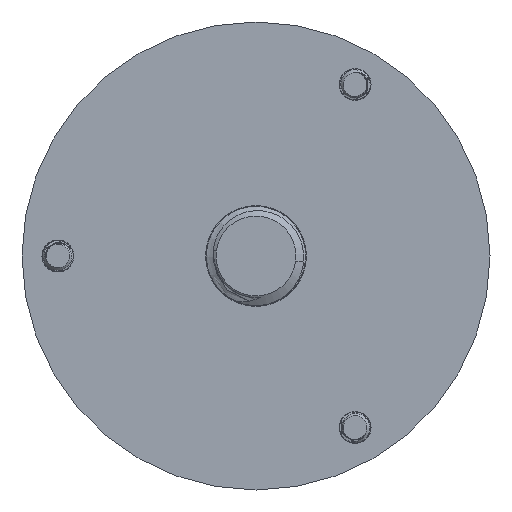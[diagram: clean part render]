
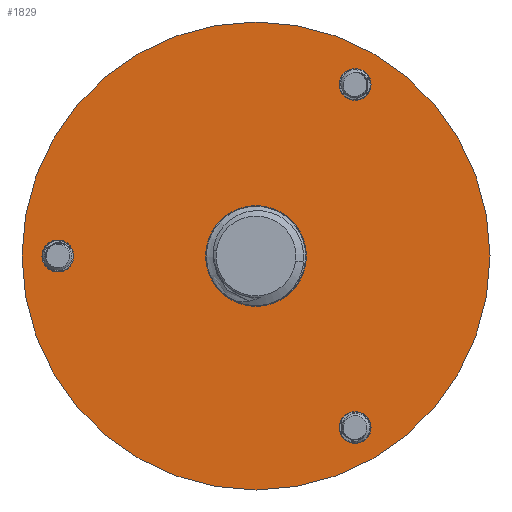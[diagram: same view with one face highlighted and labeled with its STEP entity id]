
A CAD part, front view. The second image highlights one B-rep face of the part: STEP entity #1829.
In plain terms, the highlighted planar face has unit normal (0, -1, 0).
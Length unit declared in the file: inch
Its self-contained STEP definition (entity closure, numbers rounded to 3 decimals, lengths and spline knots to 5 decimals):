
#28 = EDGE_CURVE ( 'NONE', #5250, #5039, #1472, .T. ) ;
#256 = CARTESIAN_POINT ( 'NONE',  ( -1.2575, 0., 0.1015 ) ) ;
#281 = CIRCLE ( 'NONE', #5937, 0.1015 ) ;
#354 = AXIS2_PLACEMENT_3D ( 'NONE', #6320, #15055, #7572 ) ;
#400 = DIRECTION ( 'NONE',  ( 0., 1., 0. ) ) ;
#474 = EDGE_CURVE ( 'NONE', #6035, #14038, #11920, .T. ) ;
#730 = CARTESIAN_POINT ( 'NONE',  ( 0., 0., 0.32 ) ) ;
#785 = DIRECTION ( 'NONE',  ( 0., 0., 1. ) ) ;
#1325 = CARTESIAN_POINT ( 'NONE',  ( 0., 0., 0. ) ) ;
#1425 = CARTESIAN_POINT ( 'NONE',  ( -1.2575, 0., -0.1015 ) ) ;
#1472 = CIRCLE ( 'NONE', #5469, 0.1015 ) ;
#1772 = DIRECTION ( 'NONE',  ( 0., 0., 1. ) ) ;
#1829 = ADVANCED_FACE ( 'NONE', ( #9369, #3956, #3188, #6447, #6040 ), #13984, .F. ) ;
#2308 = VERTEX_POINT ( 'NONE', #10075 ) ;
#2570 = DIRECTION ( 'NONE',  ( 0., 0., 1. ) ) ;
#2766 = EDGE_CURVE ( 'NONE', #13018, #14933, #12478, .T. ) ;
#3188 = FACE_BOUND ( 'NONE', #7983, .T. ) ;
#3511 = VERTEX_POINT ( 'NONE', #7439 ) ;
#3649 = CARTESIAN_POINT ( 'NONE',  ( 0., 0., 1.4855 ) ) ;
#3802 = ORIENTED_EDGE ( 'NONE', *, *, #15552, .T. ) ;
#3834 = EDGE_LOOP ( 'NONE', ( #11429, #7131 ) ) ;
#3956 = FACE_BOUND ( 'NONE', #12339, .T. ) ;
#4322 = CARTESIAN_POINT ( 'NONE',  ( 0.62875, 0., -1.08903 ) ) ;
#4623 = DIRECTION ( 'NONE',  ( 0., 0., 1. ) ) ;
#4639 = DIRECTION ( 'NONE',  ( 0., 1., 0. ) ) ;
#5039 = VERTEX_POINT ( 'NONE', #1425 ) ;
#5126 = DIRECTION ( 'NONE',  ( 0., 1., 0. ) ) ;
#5250 = VERTEX_POINT ( 'NONE', #256 ) ;
#5469 = AXIS2_PLACEMENT_3D ( 'NONE', #8801, #8596, #8637 ) ;
#5544 = DIRECTION ( 'NONE',  ( 0., 0., 1. ) ) ;
#5736 = EDGE_CURVE ( 'NONE', #10706, #3511, #10359, .T. ) ;
#5894 = ORIENTED_EDGE ( 'NONE', *, *, #15939, .T. ) ;
#5937 = AXIS2_PLACEMENT_3D ( 'NONE', #12060, #4639, #13321 ) ;
#6035 = VERTEX_POINT ( 'NONE', #8120 ) ;
#6040 = FACE_OUTER_BOUND ( 'NONE', #7287, .T. ) ;
#6320 = CARTESIAN_POINT ( 'NONE',  ( 0., 0., 0. ) ) ;
#6447 = FACE_BOUND ( 'NONE', #3834, .T. ) ;
#6509 = AXIS2_PLACEMENT_3D ( 'NONE', #14557, #11413, #1772 ) ;
#6582 = EDGE_CURVE ( 'NONE', #14038, #6035, #12291, .T. ) ;
#6642 = CARTESIAN_POINT ( 'NONE',  ( 0.62875, 0., -1.08903 ) ) ;
#6778 = ORIENTED_EDGE ( 'NONE', *, *, #5736, .F. ) ;
#6980 = AXIS2_PLACEMENT_3D ( 'NONE', #7805, #400, #9070 ) ;
#7131 = ORIENTED_EDGE ( 'NONE', *, *, #7363, .T. ) ;
#7275 = CARTESIAN_POINT ( 'NONE',  ( 0., 0., 0. ) ) ;
#7287 = EDGE_LOOP ( 'NONE', ( #8166, #6778 ) ) ;
#7363 = EDGE_CURVE ( 'NONE', #5039, #5250, #281, .T. ) ;
#7439 = CARTESIAN_POINT ( 'NONE',  ( 0., 0., -1.4855 ) ) ;
#7572 = DIRECTION ( 'NONE',  ( 0., 0., 1. ) ) ;
#7669 = CARTESIAN_POINT ( 'NONE',  ( 0., 0., 0. ) ) ;
#7805 = CARTESIAN_POINT ( 'NONE',  ( 0.62875, 0., 1.08903 ) ) ;
#7901 = DIRECTION ( 'NONE',  ( 0., 0., 1. ) ) ;
#7983 = EDGE_LOOP ( 'NONE', ( #5894, #11164 ) ) ;
#8120 = CARTESIAN_POINT ( 'NONE',  ( 0., 0., -0.32 ) ) ;
#8166 = ORIENTED_EDGE ( 'NONE', *, *, #11701, .F. ) ;
#8203 = DIRECTION ( 'NONE',  ( 0., 1., 0. ) ) ;
#8520 = DIRECTION ( 'NONE',  ( 0., 0., 1. ) ) ;
#8596 = DIRECTION ( 'NONE',  ( 0., 1., 0. ) ) ;
#8637 = DIRECTION ( 'NONE',  ( 0., 0., 1. ) ) ;
#8801 = CARTESIAN_POINT ( 'NONE',  ( -1.2575, 0., 0. ) ) ;
#8949 = CIRCLE ( 'NONE', #16150, 0.1015 ) ;
#9070 = DIRECTION ( 'NONE',  ( 0., 0., 1. ) ) ;
#9185 = AXIS2_PLACEMENT_3D ( 'NONE', #7669, #5126, #4623 ) ;
#9369 = FACE_BOUND ( 'NONE', #10778, .T. ) ;
#9830 = EDGE_CURVE ( 'NONE', #10490, #2308, #8949, .T. ) ;
#9981 = DIRECTION ( 'NONE',  ( 0., 1., 0. ) ) ;
#10075 = CARTESIAN_POINT ( 'NONE',  ( 0.62875, 0., -1.19053 ) ) ;
#10103 = AXIS2_PLACEMENT_3D ( 'NONE', #4322, #12975, #5544 ) ;
#10232 = CARTESIAN_POINT ( 'NONE',  ( 0.62875, 0., 1.19053 ) ) ;
#10359 = CIRCLE ( 'NONE', #354, 1.4855 ) ;
#10490 = VERTEX_POINT ( 'NONE', #15650 ) ;
#10522 = AXIS2_PLACEMENT_3D ( 'NONE', #1325, #9981, #2570 ) ;
#10706 = VERTEX_POINT ( 'NONE', #3649 ) ;
#10778 = EDGE_LOOP ( 'NONE', ( #14147, #15687 ) ) ;
#11164 = ORIENTED_EDGE ( 'NONE', *, *, #2766, .T. ) ;
#11413 = DIRECTION ( 'NONE',  ( 0., 1., 0. ) ) ;
#11429 = ORIENTED_EDGE ( 'NONE', *, *, #28, .T. ) ;
#11701 = EDGE_CURVE ( 'NONE', #3511, #10706, #15545, .T. ) ;
#11920 = CIRCLE ( 'NONE', #6509, 0.32 ) ;
#12060 = CARTESIAN_POINT ( 'NONE',  ( -1.2575, 0., 0. ) ) ;
#12291 = CIRCLE ( 'NONE', #10522, 0.32 ) ;
#12339 = EDGE_LOOP ( 'NONE', ( #13669, #3802 ) ) ;
#12478 = CIRCLE ( 'NONE', #13232, 0.1015 ) ;
#12975 = DIRECTION ( 'NONE',  ( 0., 1., 0. ) ) ;
#13018 = VERTEX_POINT ( 'NONE', #15777 ) ;
#13232 = AXIS2_PLACEMENT_3D ( 'NONE', #15708, #8203, #785 ) ;
#13321 = DIRECTION ( 'NONE',  ( 0., 0., 1. ) ) ;
#13669 = ORIENTED_EDGE ( 'NONE', *, *, #9830, .T. ) ;
#13900 = CIRCLE ( 'NONE', #6980, 0.1015 ) ;
#13984 = PLANE ( 'NONE',  #9185 ) ;
#14038 = VERTEX_POINT ( 'NONE', #730 ) ;
#14113 = AXIS2_PLACEMENT_3D ( 'NONE', #7275, #16033, #8520 ) ;
#14147 = ORIENTED_EDGE ( 'NONE', *, *, #6582, .T. ) ;
#14557 = CARTESIAN_POINT ( 'NONE',  ( 0., 0., 0. ) ) ;
#14859 = CIRCLE ( 'NONE', #10103, 0.1015 ) ;
#14933 = VERTEX_POINT ( 'NONE', #10232 ) ;
#15055 = DIRECTION ( 'NONE',  ( 0., 1., 0. ) ) ;
#15390 = DIRECTION ( 'NONE',  ( 0., 1., 0. ) ) ;
#15545 = CIRCLE ( 'NONE', #14113, 1.4855 ) ;
#15552 = EDGE_CURVE ( 'NONE', #2308, #10490, #14859, .T. ) ;
#15650 = CARTESIAN_POINT ( 'NONE',  ( 0.62875, 0., -0.98753 ) ) ;
#15687 = ORIENTED_EDGE ( 'NONE', *, *, #474, .T. ) ;
#15708 = CARTESIAN_POINT ( 'NONE',  ( 0.62875, 0., 1.08903 ) ) ;
#15777 = CARTESIAN_POINT ( 'NONE',  ( 0.62875, 0., 0.98753 ) ) ;
#15939 = EDGE_CURVE ( 'NONE', #14933, #13018, #13900, .T. ) ;
#16033 = DIRECTION ( 'NONE',  ( 0., 1., 0. ) ) ;
#16150 = AXIS2_PLACEMENT_3D ( 'NONE', #6642, #15390, #7901 ) ;
